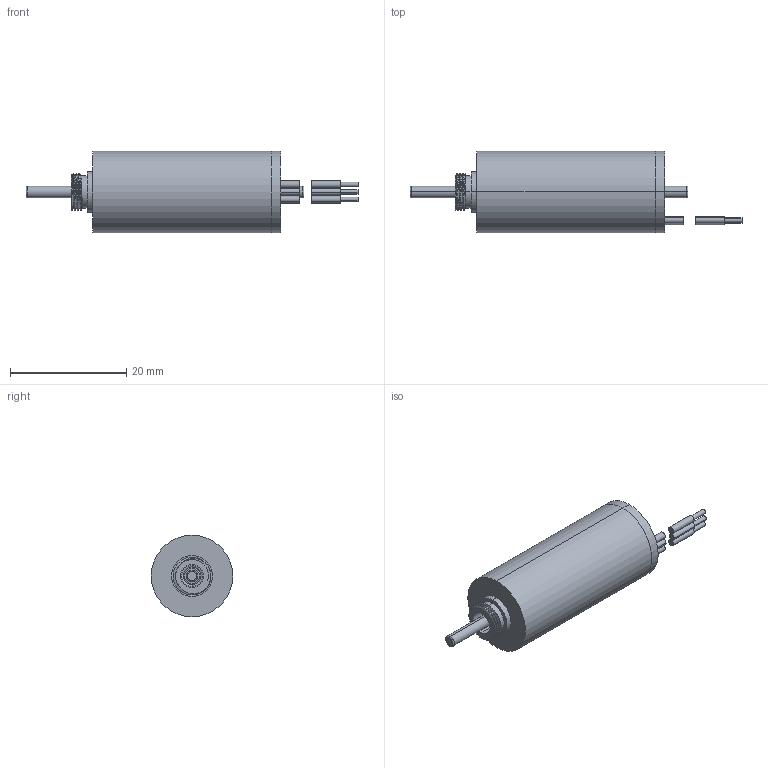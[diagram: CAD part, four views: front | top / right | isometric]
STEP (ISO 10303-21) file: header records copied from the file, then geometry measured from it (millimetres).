
FILE_DESCRIPTION (( 'STEP AP214' ), '1' );
FILE_NAME ('102503202.STEP', '2025-07-24T01:04:09', ( 'China' ), ( 'Microsoft' ), 'SwSTEP 2.0', 'SolidWorks 2025', '' );
FILE_SCHEMA (( 'AUTOMOTIVE_DESIGN' ));
Length unit declared in the file: millimetre
Products named in the file (1): 102503202
Bounding box: 57.1 x 14 x 14 mm (x, y, z)
Volume: 4541.1 mm3; surface area: 20425.8 mm2
Topology: 121 solids, 121 shells, 849 faces, 1699 edges, 1113 vertices
Faces by surface type: cylinder 528, plane 267, torus 38, cone 11, bspline 5
Entity records: 25939 total; most frequent: CARTESIAN_POINT 5577, DIRECTION 4485, ORIENTED_EDGE 3398, AXIS2_PLACEMENT_3D 1972, EDGE_CURVE 1699, CIRCLE 1127, VERTEX_POINT 1113, EDGE_LOOP 1098
